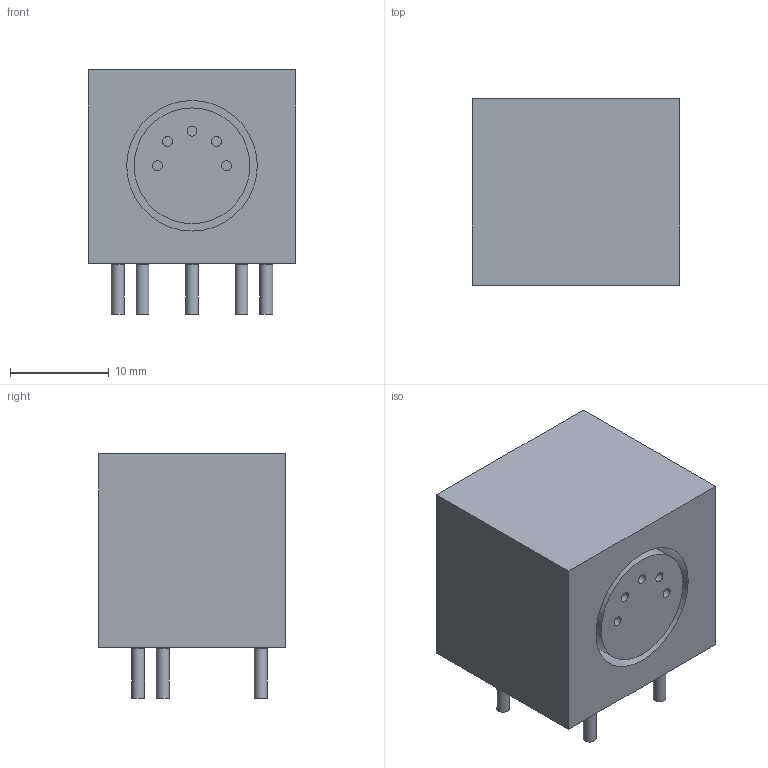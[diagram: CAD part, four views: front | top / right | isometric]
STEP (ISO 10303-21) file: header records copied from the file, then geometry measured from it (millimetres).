
FILE_DESCRIPTION(('FreeCAD Model'),'2;1');
FILE_NAME('Open CASCADE Shape Model','2022-06-24T00:45:24',('Author'),( ''),'Open CASCADE STEP processor 7.5','FreeCAD','Unknown');
FILE_SCHEMA(('AUTOMOTIVE_DESIGN { 1 0 10303 214 1 1 1 1 }'));
Length unit declared in the file: millimetre
Products named in the file (16): Exploded Slice; Slice.0; Slice.1; Slice.2; Slice.3; Slice.4; Slice.5; Slice.6; Slice.7; Slice.8; Slice.9; Slice.10; Slice.11; Slice.12; Slice.13; Slice.14
Assembly tree (15 placements, depth 2):
  Exploded Slice
    Slice.0
    Slice.1
    Slice.2
    Slice.3
    Slice.4
    Slice.5
    Slice.6
    Slice.7
    Slice.8
    Slice.9
    Slice.10
    Slice.11
    Slice.12
    Slice.13
    Slice.14
Bounding box: 21 x 18.9 x 24.7 mm (x, y, z)
Volume: 7547.2 mm3; surface area: 3329.9 mm2
Topology: 15 solids, 15 shells, 62 faces, 75 edges, 50 vertices
Faces by surface type: plane 41, cylinder 21
Full cylindrical faces by diameter (mm): 1 x5, 1.3 x14, 11.7 x1, 13.2 x1
Entity records: 2621 total; most frequent: DIRECTION 423, CARTESIAN_POINT 353, ORIENTED_EDGE 150, PCURVE 150, DEFINITIONAL_REPRESENTATION 150, LINE 141, VECTOR 141, AXIS2_PLACEMENT_3D 120
